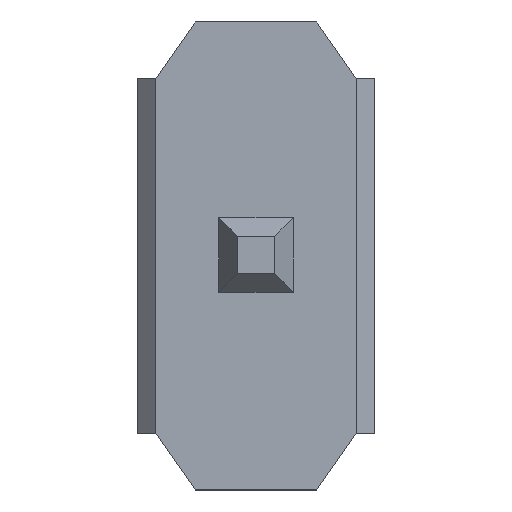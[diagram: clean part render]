
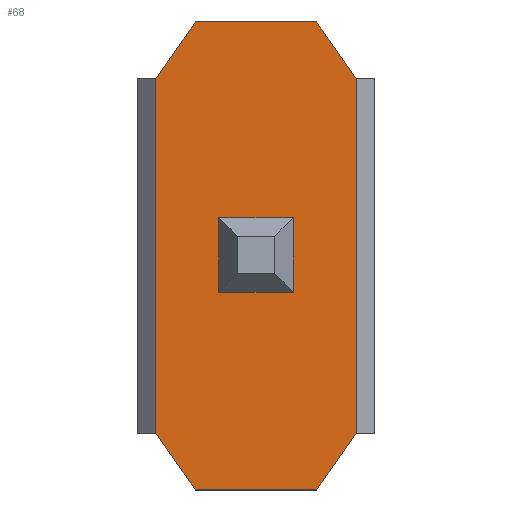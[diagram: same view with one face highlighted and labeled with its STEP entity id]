
A CAD part, top view. The second image highlights one B-rep face of the part: STEP entity #68.
In plain terms, the highlighted planar face has unit normal (0, 0, 1).
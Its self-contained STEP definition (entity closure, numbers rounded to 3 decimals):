
#68=ADVANCED_FACE('',(#392),#394,.T.);
#392=FACE_BOUND('',#393,.T.);
#393=EDGE_LOOP('',(#644,#645,#646,#647,#648,#649,#650,#651));
#394=PLANE('',#395);
#395=AXIS2_PLACEMENT_3D('',#396,#397,#398);
#396=CARTESIAN_POINT('',(0.,0.,1.5));
#397=DIRECTION('',(0.,0.,1.));
#398=DIRECTION('',(1.,0.,0.));
#644=ORIENTED_EDGE('',*,*,#812,.T.);
#645=ORIENTED_EDGE('',*,*,#813,.T.);
#646=ORIENTED_EDGE('',*,*,#814,.T.);
#647=ORIENTED_EDGE('',*,*,#815,.T.);
#648=ORIENTED_EDGE('',*,*,#816,.T.);
#649=ORIENTED_EDGE('',*,*,#817,.T.);
#650=ORIENTED_EDGE('',*,*,#818,.T.);
#651=ORIENTED_EDGE('',*,*,#819,.T.);
#812=EDGE_CURVE('',#896,#897,#898,.F.);
#813=EDGE_CURVE('',#897,#899,#900,.T.);
#814=EDGE_CURVE('',#899,#901,#902,.T.);
#815=EDGE_CURVE('',#901,#903,#904,.T.);
#816=EDGE_CURVE('',#903,#905,#906,.F.);
#817=EDGE_CURVE('',#905,#907,#908,.T.);
#818=EDGE_CURVE('',#907,#909,#910,.T.);
#819=EDGE_CURVE('',#909,#896,#911,.T.);
#896=VERTEX_POINT('',#1032);
#897=VERTEX_POINT('',#1033);
#898=LINE('',#1034,#1035);
#899=VERTEX_POINT('',#1037);
#900=LINE('',#1038,#1039);
#901=VERTEX_POINT('',#1041);
#902=LINE('',#1042,#1043);
#903=VERTEX_POINT('',#1045);
#904=LINE('',#1046,#1047);
#905=VERTEX_POINT('',#1049);
#906=LINE('',#1050,#1051);
#907=VERTEX_POINT('',#1053);
#908=LINE('',#1054,#1055);
#909=VERTEX_POINT('',#1057);
#910=LINE('',#1058,#1059);
#911=LINE('',#1061,#1062);
#1032=CARTESIAN_POINT('',(-0.535,0.95,1.5));
#1033=CARTESIAN_POINT('',(-0.535,-0.95,1.5));
#1034=CARTESIAN_POINT('',(-0.535,-0.95,1.5));
#1035=VECTOR('',#1036,1.);
#1036=DIRECTION('',(0.,1.,0.));
#1037=CARTESIAN_POINT('',(-0.325,-1.25,1.5));
#1038=CARTESIAN_POINT('',(-0.535,-0.95,1.5));
#1039=VECTOR('',#1040,1.);
#1040=DIRECTION('',(0.574,-0.819,0.));
#1041=CARTESIAN_POINT('',(0.325,-1.25,1.5));
#1042=CARTESIAN_POINT('',(-0.325,-1.25,1.5));
#1043=VECTOR('',#1044,1.);
#1044=DIRECTION('',(1.,0.,0.));
#1045=CARTESIAN_POINT('',(0.535,-0.95,1.5));
#1046=CARTESIAN_POINT('',(0.325,-1.25,1.5));
#1047=VECTOR('',#1048,1.);
#1048=DIRECTION('',(0.574,0.819,0.));
#1049=CARTESIAN_POINT('',(0.535,0.95,1.5));
#1050=CARTESIAN_POINT('',(0.535,0.95,1.5));
#1051=VECTOR('',#1052,1.);
#1052=DIRECTION('',(0.,-1.,0.));
#1053=CARTESIAN_POINT('',(0.325,1.25,1.5));
#1054=CARTESIAN_POINT('',(0.535,0.95,1.5));
#1055=VECTOR('',#1056,1.);
#1056=DIRECTION('',(-0.574,0.819,0.));
#1057=CARTESIAN_POINT('',(-0.325,1.25,1.5));
#1058=CARTESIAN_POINT('',(0.325,1.25,1.5));
#1059=VECTOR('',#1060,1.);
#1060=DIRECTION('',(-1.,0.,0.));
#1061=CARTESIAN_POINT('',(-0.325,1.25,1.5));
#1062=VECTOR('',#1063,1.);
#1063=DIRECTION('',(-0.574,-0.819,0.));
